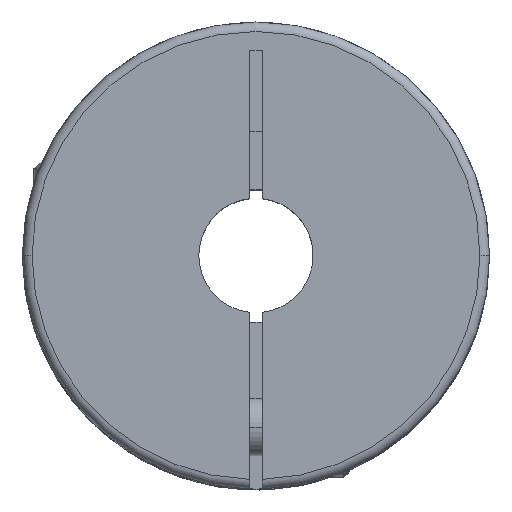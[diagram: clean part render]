
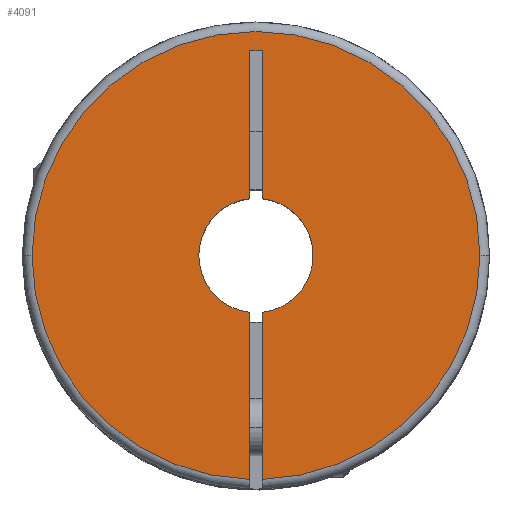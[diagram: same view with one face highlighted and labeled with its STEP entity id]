
A CAD part, top view. The second image highlights one B-rep face of the part: STEP entity #4091.
In plain terms, the highlighted planar face has unit normal (0, 0, 1).
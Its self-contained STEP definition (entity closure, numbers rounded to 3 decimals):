
#27 = CARTESIAN_POINT ( 'NONE',  ( -0.65, 21.5, 0. ) ) ;
#45 = LINE ( 'NONE', #2229, #3194 ) ;
#79 = DIRECTION ( 'NONE',  ( 0., 0., -1. ) ) ;
#82 = CARTESIAN_POINT ( 'NONE',  ( -0.65, 5.965, 0. ) ) ;
#165 = EDGE_LOOP ( 'NONE', ( #812, #1353, #440, #901, #405, #4256, #3298, #1590, #1847, #3607, #4397 ) ) ;
#187 = CARTESIAN_POINT ( 'NONE',  ( -0.65, -23.491, 0. ) ) ;
#213 = CARTESIAN_POINT ( 'NONE',  ( 23.5, 0., 0. ) ) ;
#238 = EDGE_CURVE ( 'NONE', #1622, #4387, #3999, .T. ) ;
#292 = VERTEX_POINT ( 'NONE', #27 ) ;
#348 = CIRCLE ( 'NONE', #1018, 23.5 ) ;
#368 = LINE ( 'NONE', #3593, #3115 ) ;
#373 = CARTESIAN_POINT ( 'NONE',  ( 0., 0., 0. ) ) ;
#405 = ORIENTED_EDGE ( 'NONE', *, *, #2598, .F. ) ;
#410 = CARTESIAN_POINT ( 'NONE',  ( -23.5, 0., 0. ) ) ;
#418 = CARTESIAN_POINT ( 'NONE',  ( 0., 0., 0. ) ) ;
#428 = DIRECTION ( 'NONE',  ( 0., 0., -1. ) ) ;
#440 = ORIENTED_EDGE ( 'NONE', *, *, #3332, .T. ) ;
#456 = CARTESIAN_POINT ( 'NONE',  ( 0.65, 21.5, 0. ) ) ;
#655 = CARTESIAN_POINT ( 'NONE',  ( 0.65, 5.965, 0. ) ) ;
#688 = DIRECTION ( 'NONE',  ( 0., 0., -1. ) ) ;
#707 = CIRCLE ( 'NONE', #3682, 6. ) ;
#732 = CARTESIAN_POINT ( 'NONE',  ( -6., 0., 0. ) ) ;
#733 = DIRECTION ( 'NONE',  ( 0., 0., -1. ) ) ;
#755 = CARTESIAN_POINT ( 'NONE',  ( 0.65, -23.491, 0. ) ) ;
#789 = EDGE_CURVE ( 'NONE', #927, #1144, #348, .T. ) ;
#806 = AXIS2_PLACEMENT_3D ( 'NONE', #2574, #1207, #3644 ) ;
#812 = ORIENTED_EDGE ( 'NONE', *, *, #789, .F. ) ;
#901 = ORIENTED_EDGE ( 'NONE', *, *, #238, .T. ) ;
#927 = VERTEX_POINT ( 'NONE', #187 ) ;
#954 = VECTOR ( 'NONE', #2323, 1000. ) ;
#1018 = AXIS2_PLACEMENT_3D ( 'NONE', #373, #688, #2863 ) ;
#1082 = DIRECTION ( 'NONE',  ( -1., 0., 0. ) ) ;
#1104 = VERTEX_POINT ( 'NONE', #456 ) ;
#1144 = VERTEX_POINT ( 'NONE', #410 ) ;
#1154 = FACE_OUTER_BOUND ( 'NONE', #165, .T. ) ;
#1207 = DIRECTION ( 'NONE',  ( 0., 0., -1. ) ) ;
#1342 = CIRCLE ( 'NONE', #3932, 6. ) ;
#1353 = ORIENTED_EDGE ( 'NONE', *, *, #4054, .F. ) ;
#1405 = AXIS2_PLACEMENT_3D ( 'NONE', #3284, #733, #2933 ) ;
#1540 = DIRECTION ( 'NONE',  ( -1., 0., 0. ) ) ;
#1564 = EDGE_CURVE ( 'NONE', #2871, #2138, #707, .T. ) ;
#1581 = CARTESIAN_POINT ( 'NONE',  ( -0.65, -5.965, 0. ) ) ;
#1590 = ORIENTED_EDGE ( 'NONE', *, *, #1564, .T. ) ;
#1605 = VERTEX_POINT ( 'NONE', #755 ) ;
#1613 = EDGE_CURVE ( 'NONE', #1104, #292, #4263, .T. ) ;
#1622 = VERTEX_POINT ( 'NONE', #732 ) ;
#1846 = DIRECTION ( 'NONE',  ( -1., 0., 0. ) ) ;
#1847 = ORIENTED_EDGE ( 'NONE', *, *, #4085, .F. ) ;
#1898 = LINE ( 'NONE', #3342, #2524 ) ;
#1911 = CIRCLE ( 'NONE', #2601, 23.5 ) ;
#1970 = EDGE_CURVE ( 'NONE', #2871, #1104, #4026, .T. ) ;
#2104 = DIRECTION ( 'NONE',  ( -1., 0., 0. ) ) ;
#2110 = CARTESIAN_POINT ( 'NONE',  ( 0.65, -5.965, 0. ) ) ;
#2138 = VERTEX_POINT ( 'NONE', #2110 ) ;
#2202 = DIRECTION ( 'NONE',  ( 0., 1., 0. ) ) ;
#2229 = CARTESIAN_POINT ( 'NONE',  ( -0.65, 21.5, 0. ) ) ;
#2323 = DIRECTION ( 'NONE',  ( 0., 1., 0. ) ) ;
#2345 = CARTESIAN_POINT ( 'NONE',  ( 0.65, -24.5, 0. ) ) ;
#2484 = CARTESIAN_POINT ( 'NONE',  ( 0., 0., 0. ) ) ;
#2524 = VECTOR ( 'NONE', #2996, 1000. ) ;
#2574 = CARTESIAN_POINT ( 'NONE',  ( 0., 0., 0. ) ) ;
#2598 = EDGE_CURVE ( 'NONE', #292, #4387, #1898, .T. ) ;
#2601 = AXIS2_PLACEMENT_3D ( 'NONE', #3628, #428, #1846 ) ;
#2863 = DIRECTION ( 'NONE',  ( -1., 0., 0. ) ) ;
#2871 = VERTEX_POINT ( 'NONE', #655 ) ;
#2876 = VECTOR ( 'NONE', #1082, 1000. ) ;
#2881 = DIRECTION ( 'NONE',  ( 0., 0., -1. ) ) ;
#2907 = CARTESIAN_POINT ( 'NONE',  ( 0., 0., 0. ) ) ;
#2933 = DIRECTION ( 'NONE',  ( -1., 0., 0. ) ) ;
#2996 = DIRECTION ( 'NONE',  ( 0., -1., 0. ) ) ;
#3115 = VECTOR ( 'NONE', #2202, 1000. ) ;
#3173 = VERTEX_POINT ( 'NONE', #1581 ) ;
#3194 = VECTOR ( 'NONE', #3905, 1000. ) ;
#3198 = AXIS2_PLACEMENT_3D ( 'NONE', #2907, #2881, #1540 ) ;
#3215 = DIRECTION ( 'NONE',  ( -1., 0., 0. ) ) ;
#3236 = CARTESIAN_POINT ( 'NONE',  ( 0.65, 21.5, 0. ) ) ;
#3284 = CARTESIAN_POINT ( 'NONE',  ( 0., 0., 0. ) ) ;
#3298 = ORIENTED_EDGE ( 'NONE', *, *, #1970, .F. ) ;
#3332 = EDGE_CURVE ( 'NONE', #3173, #1622, #1342, .T. ) ;
#3342 = CARTESIAN_POINT ( 'NONE',  ( -0.65, 21.5, 0. ) ) ;
#3370 = PLANE ( 'NONE',  #806 ) ;
#3553 = DIRECTION ( 'NONE',  ( 0., 0., -1. ) ) ;
#3593 = CARTESIAN_POINT ( 'NONE',  ( 0.65, -24.5, 0. ) ) ;
#3607 = ORIENTED_EDGE ( 'NONE', *, *, #4459, .F. ) ;
#3628 = CARTESIAN_POINT ( 'NONE',  ( 0., 0., 0. ) ) ;
#3637 = CIRCLE ( 'NONE', #1405, 23.5 ) ;
#3644 = DIRECTION ( 'NONE',  ( 0., -1., 0. ) ) ;
#3682 = AXIS2_PLACEMENT_3D ( 'NONE', #418, #3553, #3215 ) ;
#3863 = VERTEX_POINT ( 'NONE', #213 ) ;
#3905 = DIRECTION ( 'NONE',  ( 0., -1., 0. ) ) ;
#3932 = AXIS2_PLACEMENT_3D ( 'NONE', #2484, #79, #2104 ) ;
#3999 = CIRCLE ( 'NONE', #3198, 6. ) ;
#4026 = LINE ( 'NONE', #2345, #954 ) ;
#4054 = EDGE_CURVE ( 'NONE', #3173, #927, #45, .T. ) ;
#4085 = EDGE_CURVE ( 'NONE', #1605, #2138, #368, .T. ) ;
#4091 = ADVANCED_FACE ( 'NONE', ( #1154 ), #3370, .F. ) ;
#4256 = ORIENTED_EDGE ( 'NONE', *, *, #1613, .F. ) ;
#4263 = LINE ( 'NONE', #3236, #2876 ) ;
#4369 = EDGE_CURVE ( 'NONE', #1144, #3863, #1911, .T. ) ;
#4387 = VERTEX_POINT ( 'NONE', #82 ) ;
#4397 = ORIENTED_EDGE ( 'NONE', *, *, #4369, .F. ) ;
#4459 = EDGE_CURVE ( 'NONE', #3863, #1605, #3637, .T. ) ;
